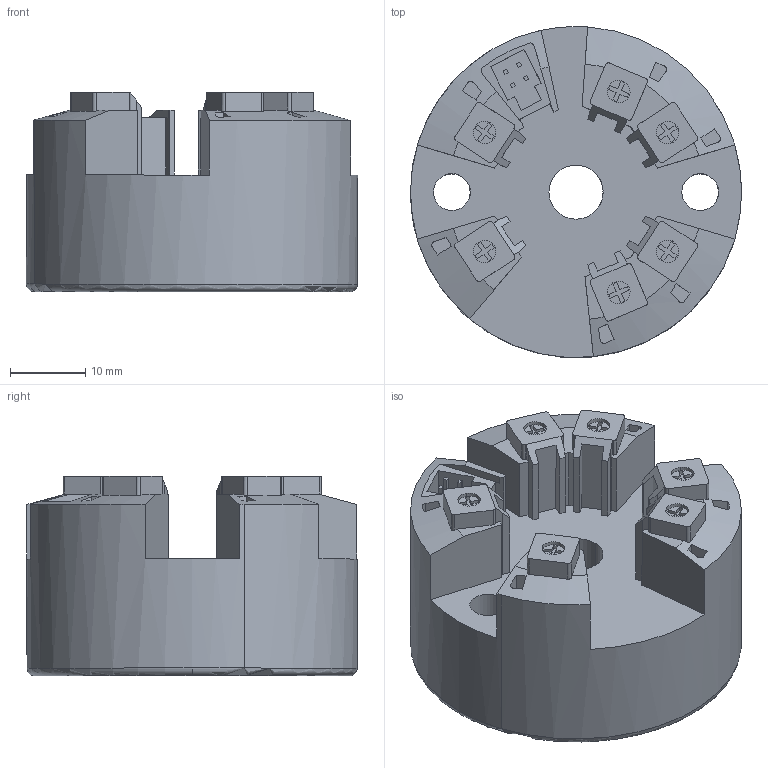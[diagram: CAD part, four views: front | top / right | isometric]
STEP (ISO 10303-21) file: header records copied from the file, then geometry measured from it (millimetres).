
FILE_DESCRIPTION (( 'STEP AP214' ), '1' );
FILE_NAME ('XTDH2-N100100F-T.STEP', '2025-05-19T19:02:37', ( '' ), ( '' ), 'SwSTEP 2.0', 'SolidWorks 2024', '' );
FILE_SCHEMA (( 'AUTOMOTIVE_DESIGN' ));
Length unit declared in the file: inch
Products named in the file (1): XTDH2-N100100F-T
Bounding box: 44.02 x 43.96 x 26.54 mm (x, y, z)
Volume: 28637.2 mm3; surface area: 8686.8 mm2
Topology: 1 solids, 1 shells, 341 faces, 934 edges, 618 vertices
Faces by surface type: plane 281, cylinder 52, cone 6, torus 2
Entity records: 10809 total; most frequent: CARTESIAN_POINT 2162, ORIENTED_EDGE 1868, DIRECTION 1668, EDGE_CURVE 934, LINE 760, VECTOR 760, VERTEX_POINT 618, AXIS2_PLACEMENT_3D 454
